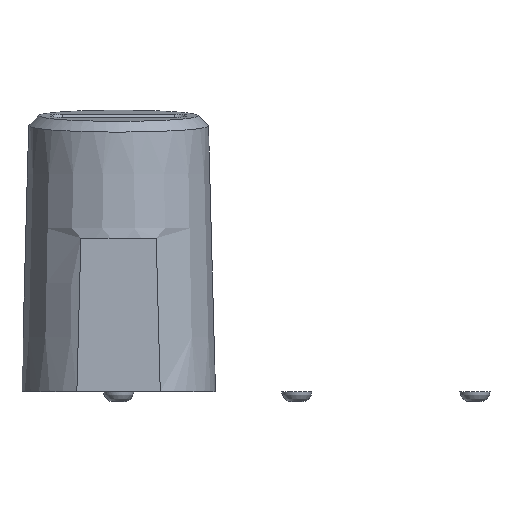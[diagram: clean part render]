
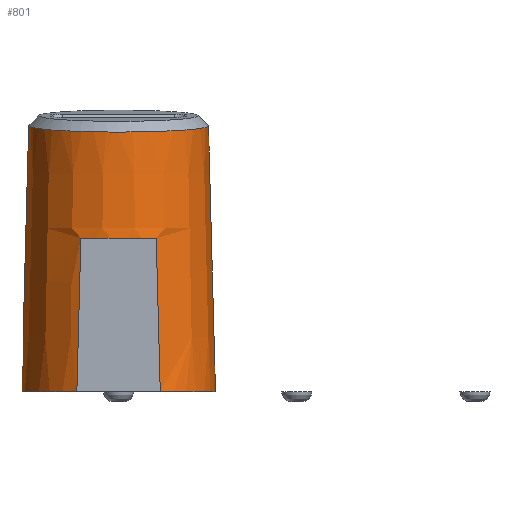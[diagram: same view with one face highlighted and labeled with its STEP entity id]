
A CAD part, front view. The second image highlights one B-rep face of the part: STEP entity #801.
In plain terms, the highlighted conical face has half-angle 1.5 degrees and reference radius 2.25 mm.
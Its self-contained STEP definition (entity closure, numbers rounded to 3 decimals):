
#27=B_SPLINE_CURVE_WITH_KNOTS('',3,(#1486,#1487,#1488,#1489,#1490),
 .UNSPECIFIED.,.F.,.F.,(4,1,4),(-3.142,-2.244,-1.577),
 .UNSPECIFIED.);
#28=B_SPLINE_CURVE_WITH_KNOTS('',3,(#1491,#1492,#1493,#1494,#1495,#1496,
#1497,#1498,#1499),.UNSPECIFIED.,.F.,.F.,(4,1,1,1,1,1,4),(-1.577,
-1.346,-0.449,0.449,1.346,
2.244,3.142),.UNSPECIFIED.);
#76=LINE('',#1502,#130);
#130=VECTOR('',#1053,2.25);
#170=(
BOUNDED_CURVE()
B_SPLINE_CURVE(2,(#1506,#1507,#1508),.UNSPECIFIED.,.F.,.F.)
B_SPLINE_CURVE_WITH_KNOTS((3,3),(10259.625,10267.192),
 .UNSPECIFIED.)
CURVE()
GEOMETRIC_REPRESENTATION_ITEM()
RATIONAL_B_SPLINE_CURVE((1.,1.,1.))
REPRESENTATION_ITEM('')
);
#171=(
BOUNDED_CURVE()
B_SPLINE_CURVE(2,(#1512,#1513,#1514),.UNSPECIFIED.,.F.,.F.)
B_SPLINE_CURVE_WITH_KNOTS((3,3),(9753.41,9760.977),
 .UNSPECIFIED.)
CURVE()
GEOMETRIC_REPRESENTATION_ITEM()
RATIONAL_B_SPLINE_CURVE((1.,1.,1.))
REPRESENTATION_ITEM('')
);
#172=(
BOUNDED_CURVE()
B_SPLINE_CURVE(2,(#1518,#1519,#1520),.UNSPECIFIED.,.F.,.F.)
B_SPLINE_CURVE_WITH_KNOTS((3,3),(10259.625,10267.192),
 .UNSPECIFIED.)
CURVE()
GEOMETRIC_REPRESENTATION_ITEM()
RATIONAL_B_SPLINE_CURVE((1.,1.,1.))
REPRESENTATION_ITEM('')
);
#173=(
BOUNDED_CURVE()
B_SPLINE_CURVE(2,(#1524,#1525,#1526),.UNSPECIFIED.,.F.,.F.)
B_SPLINE_CURVE_WITH_KNOTS((3,3),(9753.41,9760.977),
 .UNSPECIFIED.)
CURVE()
GEOMETRIC_REPRESENTATION_ITEM()
RATIONAL_B_SPLINE_CURVE((1.,1.,1.))
REPRESENTATION_ITEM('')
);
#178=CONICAL_SURFACE('',#894,2.25,0.026);
#232=FACE_OUTER_BOUND('',#287,.T.);
#287=EDGE_LOOP('',(#637,#638,#639,#640,#641,#642,#643,#644,#645,#646,#647,
#648,#649));
#338=CIRCLE('',#895,2.413);
#339=CIRCLE('',#896,2.313);
#340=CIRCLE('',#897,2.413);
#341=CIRCLE('',#898,2.313);
#342=CIRCLE('',#899,2.413);
#395=VERTEX_POINT('',#1483);
#396=VERTEX_POINT('',#1485);
#397=VERTEX_POINT('',#1501);
#398=VERTEX_POINT('',#1503);
#399=VERTEX_POINT('',#1505);
#400=VERTEX_POINT('',#1509);
#401=VERTEX_POINT('',#1511);
#402=VERTEX_POINT('',#1515);
#403=VERTEX_POINT('',#1517);
#404=VERTEX_POINT('',#1521);
#405=VERTEX_POINT('',#1523);
#487=EDGE_CURVE('',#395,#396,#27,.T.);
#488=EDGE_CURVE('',#396,#395,#28,.T.);
#489=EDGE_CURVE('',#396,#397,#76,.T.);
#490=EDGE_CURVE('',#398,#397,#338,.T.);
#491=EDGE_CURVE('',#399,#398,#170,.T.);
#492=EDGE_CURVE('',#400,#399,#339,.T.);
#493=EDGE_CURVE('',#401,#400,#171,.T.);
#494=EDGE_CURVE('',#402,#401,#340,.T.);
#495=EDGE_CURVE('',#403,#402,#172,.T.);
#496=EDGE_CURVE('',#404,#403,#341,.T.);
#497=EDGE_CURVE('',#405,#404,#173,.T.);
#498=EDGE_CURVE('',#397,#405,#342,.T.);
#637=ORIENTED_EDGE('',*,*,#487,.F.);
#638=ORIENTED_EDGE('',*,*,#488,.F.);
#639=ORIENTED_EDGE('',*,*,#489,.T.);
#640=ORIENTED_EDGE('',*,*,#490,.F.);
#641=ORIENTED_EDGE('',*,*,#491,.F.);
#642=ORIENTED_EDGE('',*,*,#492,.F.);
#643=ORIENTED_EDGE('',*,*,#493,.F.);
#644=ORIENTED_EDGE('',*,*,#494,.F.);
#645=ORIENTED_EDGE('',*,*,#495,.F.);
#646=ORIENTED_EDGE('',*,*,#496,.F.);
#647=ORIENTED_EDGE('',*,*,#497,.F.);
#648=ORIENTED_EDGE('',*,*,#498,.F.);
#649=ORIENTED_EDGE('',*,*,#489,.F.);
#801=ADVANCED_FACE('',(#232),#178,.T.);
#894=AXIS2_PLACEMENT_3D('',#1500,#1051,#1052);
#895=AXIS2_PLACEMENT_3D('',#1504,#1054,#1055);
#896=AXIS2_PLACEMENT_3D('',#1510,#1056,#1057);
#897=AXIS2_PLACEMENT_3D('',#1516,#1058,#1059);
#898=AXIS2_PLACEMENT_3D('',#1522,#1060,#1061);
#899=AXIS2_PLACEMENT_3D('',#1527,#1062,#1063);
#1051=DIRECTION('center_axis',(0.,0.,-1.));
#1052=DIRECTION('ref_axis',(-1.,0.,0.));
#1053=DIRECTION('',(0.026,0.,-1.));
#1054=DIRECTION('center_axis',(0.,0.,-1.));
#1055=DIRECTION('ref_axis',(-1.,0.,0.));
#1056=DIRECTION('center_axis',(0.,0.,-1.));
#1057=DIRECTION('ref_axis',(-1.,0.,0.));
#1058=DIRECTION('center_axis',(0.,0.,-1.));
#1059=DIRECTION('ref_axis',(-1.,0.,0.));
#1060=DIRECTION('center_axis',(0.,0.,-1.));
#1061=DIRECTION('ref_axis',(-1.,0.,0.));
#1062=DIRECTION('center_axis',(0.,0.,-1.));
#1063=DIRECTION('ref_axis',(-1.,0.,0.));
#1483=CARTESIAN_POINT('',(-4.438,4.174,9.235));
#1485=CARTESIAN_POINT('',(-2.199,6.419,9.391));
#1486=CARTESIAN_POINT('Ctrl Pts',(-4.438,4.174,9.235));
#1487=CARTESIAN_POINT('Ctrl Pts',(-3.762,4.174,9.235));
#1488=CARTESIAN_POINT('Ctrl Pts',(-2.59,4.743,9.274));
#1489=CARTESIAN_POINT('Ctrl Pts',(-2.201,5.92,9.356));
#1490=CARTESIAN_POINT('Ctrl Pts',(-2.199,6.419,9.391));
#1491=CARTESIAN_POINT('Ctrl Pts',(-2.199,6.419,9.391));
#1492=CARTESIAN_POINT('Ctrl Pts',(-2.198,6.591,9.403));
#1493=CARTESIAN_POINT('Ctrl Pts',(-2.29,7.432,9.462));
#1494=CARTESIAN_POINT('Ctrl Pts',(-3.337,8.725,9.552));
#1495=CARTESIAN_POINT('Ctrl Pts',(-5.537,8.721,9.552));
#1496=CARTESIAN_POINT('Ctrl Pts',(-6.934,7.008,9.432));
#1497=CARTESIAN_POINT('Ctrl Pts',(-6.454,4.827,9.28));
#1498=CARTESIAN_POINT('Ctrl Pts',(-5.113,4.174,9.235));
#1499=CARTESIAN_POINT('Ctrl Pts',(-4.438,4.174,9.235));
#1500=CARTESIAN_POINT('Origin',(-4.438,6.418,9.));
#1501=CARTESIAN_POINT('',(-2.024,6.418,2.767));
#1502=CARTESIAN_POINT('',(-2.188,6.418,9.));
#1503=CARTESIAN_POINT('',(-3.399,8.596,2.767));
#1504=CARTESIAN_POINT('Origin',(-4.438,6.418,2.767));
#1505=CARTESIAN_POINT('',(-3.499,8.532,6.592));
#1506=CARTESIAN_POINT('Ctrl Pts',(-3.499,8.532,6.592));
#1507=CARTESIAN_POINT('Ctrl Pts',(-3.45,8.564,4.708));
#1508=CARTESIAN_POINT('Ctrl Pts',(-3.399,8.596,2.767));
#1509=CARTESIAN_POINT('',(-5.376,8.532,6.592));
#1510=CARTESIAN_POINT('Origin',(-4.438,6.418,6.592));
#1511=CARTESIAN_POINT('',(-5.476,8.596,2.767));
#1512=CARTESIAN_POINT('Ctrl Pts',(-5.476,8.596,2.767));
#1513=CARTESIAN_POINT('Ctrl Pts',(-5.425,8.564,4.708));
#1514=CARTESIAN_POINT('Ctrl Pts',(-5.376,8.532,6.592));
#1515=CARTESIAN_POINT('',(-5.476,4.24,2.767));
#1516=CARTESIAN_POINT('Origin',(-4.438,6.418,2.767));
#1517=CARTESIAN_POINT('',(-5.376,4.304,6.592));
#1518=CARTESIAN_POINT('Ctrl Pts',(-5.376,4.304,6.592));
#1519=CARTESIAN_POINT('Ctrl Pts',(-5.425,4.272,4.708));
#1520=CARTESIAN_POINT('Ctrl Pts',(-5.476,4.24,2.767));
#1521=CARTESIAN_POINT('',(-3.499,4.304,6.592));
#1522=CARTESIAN_POINT('Origin',(-4.438,6.418,6.592));
#1523=CARTESIAN_POINT('',(-3.399,4.24,2.767));
#1524=CARTESIAN_POINT('Ctrl Pts',(-3.399,4.24,2.767));
#1525=CARTESIAN_POINT('Ctrl Pts',(-3.45,4.272,4.708));
#1526=CARTESIAN_POINT('Ctrl Pts',(-3.499,4.304,6.592));
#1527=CARTESIAN_POINT('Origin',(-4.438,6.418,2.767));
